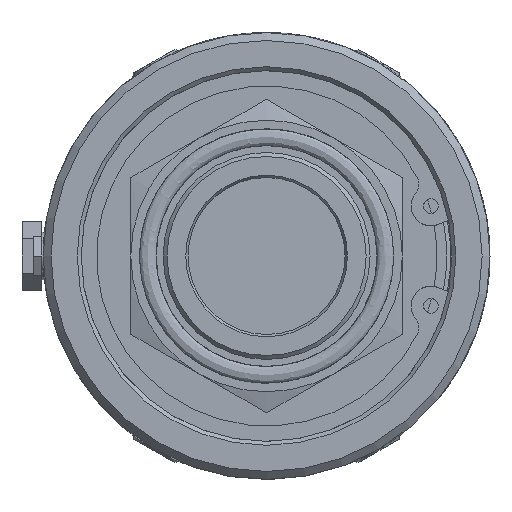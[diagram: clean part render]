
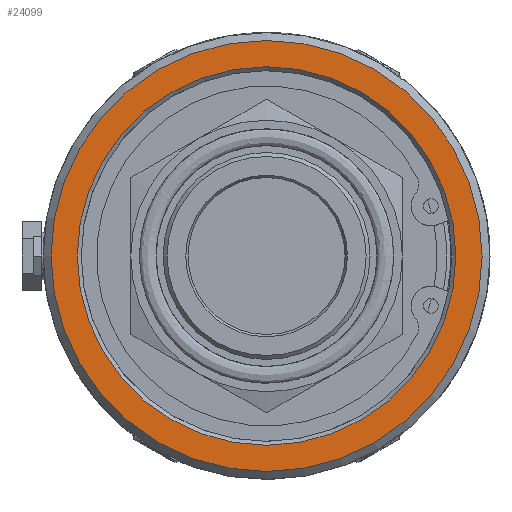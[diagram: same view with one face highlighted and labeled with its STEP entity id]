
A CAD part, left-side view. The second image highlights one B-rep face of the part: STEP entity #24099.
In plain terms, the highlighted planar face has unit normal (-1, 0, 0).
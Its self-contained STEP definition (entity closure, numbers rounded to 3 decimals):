
#534=FACE_BOUND('',#8570,.T.);
#990=PLANE('',#25603);
#7067=FACE_OUTER_BOUND('',#8569,.T.);
#8569=EDGE_LOOP('',(#22152));
#8570=EDGE_LOOP('',(#22153));
#9331=CIRCLE('',#25599,43.65);
#9334=CIRCLE('',#25604,38.34);
#11653=VERTEX_POINT('',#55477);
#11656=VERTEX_POINT('',#55487);
#15157=EDGE_CURVE('',#11653,#11653,#9331,.T.);
#15162=EDGE_CURVE('',#11656,#11656,#9334,.T.);
#22152=ORIENTED_EDGE('',*,*,#15157,.F.);
#22153=ORIENTED_EDGE('',*,*,#15162,.F.);
#24099=ADVANCED_FACE('',(#7067,#534),#990,.F.);
#25599=AXIS2_PLACEMENT_3D('',#55478,#29874,#29875);
#25603=AXIS2_PLACEMENT_3D('',#55486,#29884,#29885);
#25604=AXIS2_PLACEMENT_3D('',#55488,#29886,#29887);
#29874=DIRECTION('center_axis',(1.,0.,0.));
#29875=DIRECTION('ref_axis',(0.,1.,0.));
#29884=DIRECTION('center_axis',(1.,0.,0.));
#29885=DIRECTION('ref_axis',(0.,0.,-1.));
#29886=DIRECTION('center_axis',(-1.,0.,0.));
#29887=DIRECTION('ref_axis',(0.,-1.,0.));
#55477=CARTESIAN_POINT('',(-6.8,-43.65,0.));
#55478=CARTESIAN_POINT('Origin',(-6.8,0.,0.));
#55486=CARTESIAN_POINT('Origin',(-6.8,47.988,0.));
#55487=CARTESIAN_POINT('',(-6.8,38.34,0.));
#55488=CARTESIAN_POINT('Origin',(-6.8,0.,0.));
